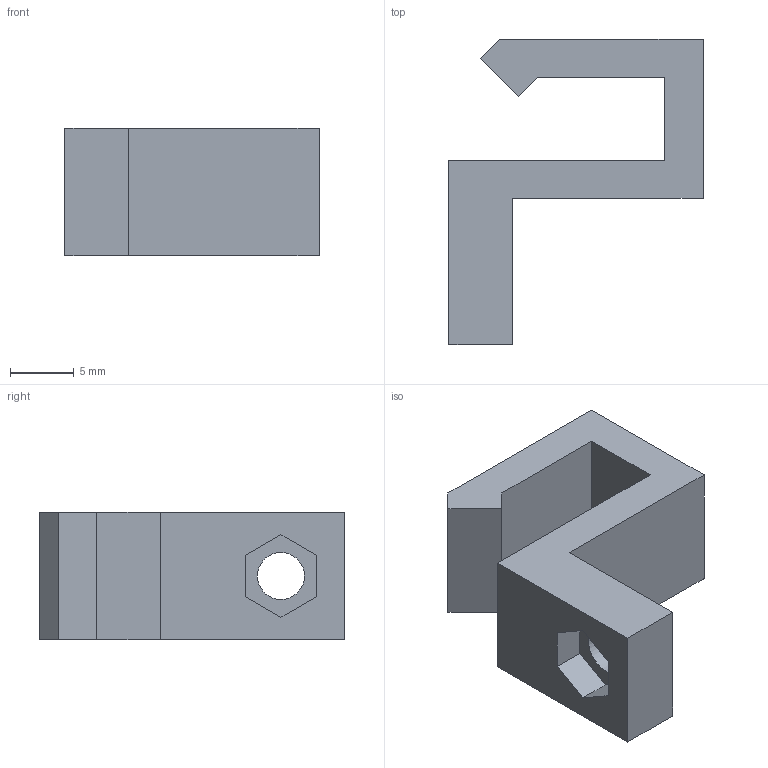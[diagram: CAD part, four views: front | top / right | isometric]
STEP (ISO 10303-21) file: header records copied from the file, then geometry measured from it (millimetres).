
FILE_DESCRIPTION(('FreeCAD Model'),'2;1');
FILE_NAME('y-endstop-touch.stp', '2014-11-02T09:57:18',('FreeCAD'),('FreeCAD'), 'Open CASCADE STEP processor 6.7','FreeCAD','Unknown');
FILE_SCHEMA(('AUTOMOTIVE_DESIGN_CC2 { 1 2 10303 214 -1 1 5 4 }'));
Length unit declared in the file: millimetre
Products named in the file (1): y-endstop-touch-final
Bounding box: 20 x 24 x 10 mm (x, y, z)
Volume: 1799.5 mm3; surface area: 1600.2 mm2
Topology: 1 solids, 1 shells, 22 faces, 57 edges, 38 vertices
Faces by surface type: plane 21, cylinder 1
Full cylindrical faces by diameter (mm): 3.7 x1
Entity records: 1435 total; most frequent: CARTESIAN_POINT 244, DIRECTION 217, LINE 167, VECTOR 167, ORIENTED_EDGE 114, PCURVE 114, DEFINITIONAL_REPRESENTATION 114, EDGE_CURVE 57
